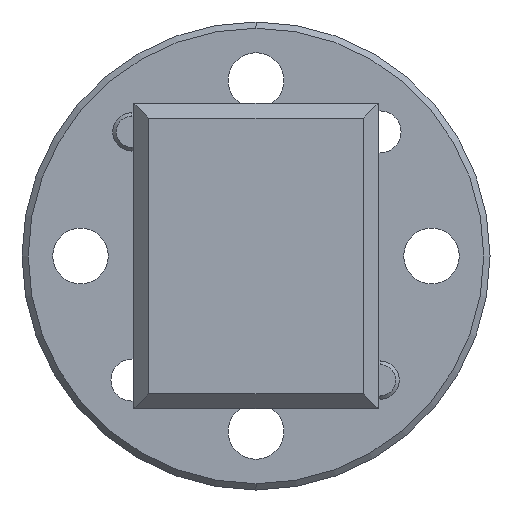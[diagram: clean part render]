
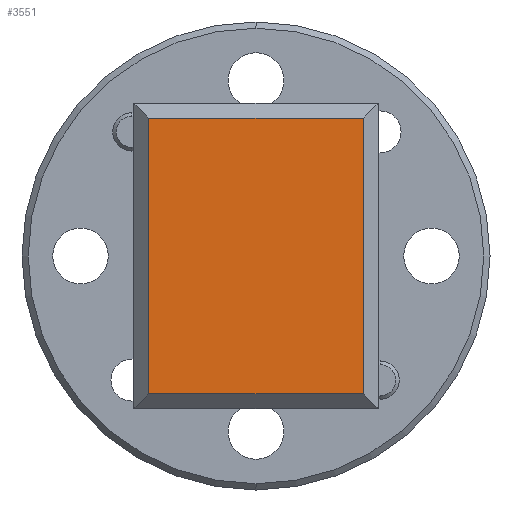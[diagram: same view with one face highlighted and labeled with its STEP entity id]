
A CAD part, left-side view. The second image highlights one B-rep face of the part: STEP entity #3551.
In plain terms, the highlighted planar face has unit normal (-1, 0, 0).
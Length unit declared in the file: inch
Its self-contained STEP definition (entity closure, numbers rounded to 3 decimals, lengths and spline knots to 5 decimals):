
#146 = EDGE_CURVE ( 'NONE', #1737, #2319, #3770, .T. ) ;
#288 = FACE_OUTER_BOUND ( 'NONE', #1355, .T. ) ;
#417 = EDGE_CURVE ( 'NONE', #3092, #1737, #1192, .T. ) ;
#499 = ORIENTED_EDGE ( 'NONE', *, *, #4031, .T. ) ;
#573 = ORIENTED_EDGE ( 'NONE', *, *, #2919, .T. ) ;
#586 = DIRECTION ( 'NONE',  ( 0., -1., 0. ) ) ;
#626 = VECTOR ( 'NONE', #586, 39.37008 ) ;
#885 = DIRECTION ( 'NONE',  ( 0., 0., 1. ) ) ;
#926 = CARTESIAN_POINT ( 'NONE',  ( -2.80969, 0.24609, 1.20991 ) ) ;
#951 = DIRECTION ( 'NONE',  ( -1., 0., 0. ) ) ;
#1042 = CARTESIAN_POINT ( 'NONE',  ( -2.80969, 0.44809, 1.43091 ) ) ;
#1192 = LINE ( 'NONE', #2467, #2780 ) ;
#1224 = CARTESIAN_POINT ( 'NONE',  ( -2.80969, 0.07409, 0.98891 ) ) ;
#1288 = LINE ( 'NONE', #1042, #2746 ) ;
#1355 = EDGE_LOOP ( 'NONE', ( #573, #3639, #1503, #499 ) ) ;
#1373 = CARTESIAN_POINT ( 'NONE',  ( -2.80969, 0.41809, 0.98891 ) ) ;
#1498 = AXIS2_PLACEMENT_3D ( 'NONE', #926, #951, #885 ) ;
#1503 = ORIENTED_EDGE ( 'NONE', *, *, #146, .T. ) ;
#1737 = VERTEX_POINT ( 'NONE', #1373 ) ;
#1911 = LINE ( 'NONE', #2792, #2371 ) ;
#2012 = DIRECTION ( 'NONE',  ( 0., 1., 0. ) ) ;
#2058 = CARTESIAN_POINT ( 'NONE',  ( -2.80969, 0.07409, 1.43091 ) ) ;
#2319 = VERTEX_POINT ( 'NONE', #1224 ) ;
#2371 = VECTOR ( 'NONE', #4061, 39.37008 ) ;
#2467 = CARTESIAN_POINT ( 'NONE',  ( -2.80969, 0.41809, 0.95891 ) ) ;
#2489 = DIRECTION ( 'NONE',  ( 0., 0., -1. ) ) ;
#2500 = CARTESIAN_POINT ( 'NONE',  ( -2.80969, 0.41809, 1.43091 ) ) ;
#2746 = VECTOR ( 'NONE', #2012, 39.37008 ) ;
#2780 = VECTOR ( 'NONE', #2489, 39.37008 ) ;
#2792 = CARTESIAN_POINT ( 'NONE',  ( -2.80969, 0.07409, 1.46091 ) ) ;
#2919 = EDGE_CURVE ( 'NONE', #3947, #3092, #1288, .T. ) ;
#3092 = VERTEX_POINT ( 'NONE', #2500 ) ;
#3551 = ADVANCED_FACE ( 'NONE', ( #288 ), #3808, .T. ) ;
#3639 = ORIENTED_EDGE ( 'NONE', *, *, #417, .T. ) ;
#3770 = LINE ( 'NONE', #4004, #626 ) ;
#3808 = PLANE ( 'NONE',  #1498 ) ;
#3947 = VERTEX_POINT ( 'NONE', #2058 ) ;
#4004 = CARTESIAN_POINT ( 'NONE',  ( -2.80969, 0.04409, 0.98891 ) ) ;
#4031 = EDGE_CURVE ( 'NONE', #2319, #3947, #1911, .T. ) ;
#4061 = DIRECTION ( 'NONE',  ( 0., 0., 1. ) ) ;
